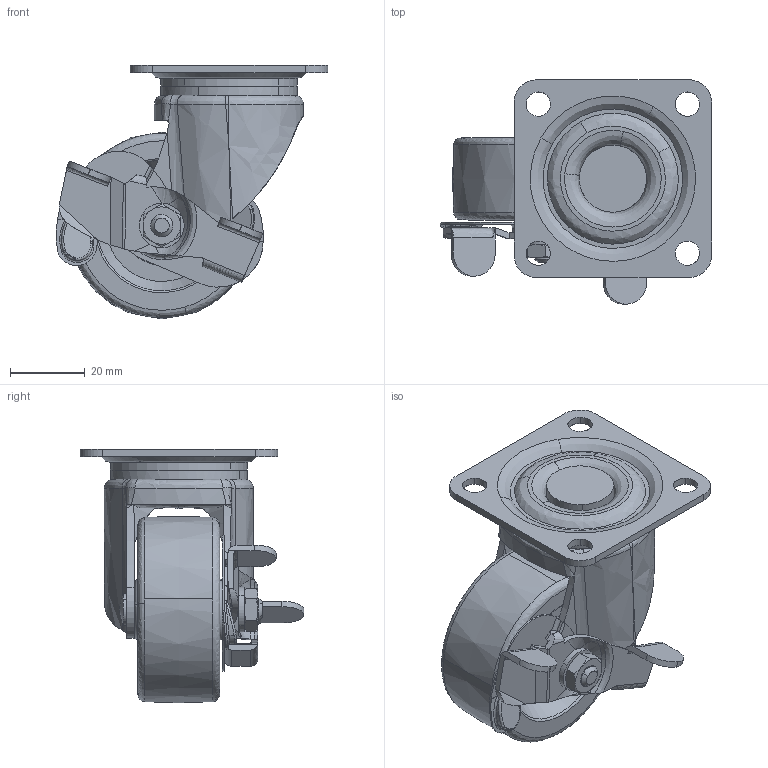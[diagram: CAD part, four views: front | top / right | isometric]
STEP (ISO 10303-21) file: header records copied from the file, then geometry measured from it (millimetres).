
FILE_DESCRIPTION((''),'2;1');
FILE_NAME('','2006-01-18T12:18:29',(''),(''),'','CADfix','');
FILE_SCHEMA(('AUTOMOTIVE_DESIGN'));
Length unit declared in the file: millimetre
Products named in the file (8): plate; lever; wheel; mounting plate; main shaft; body; axle; No_104FH_PS_29243_36
Assembly tree (7 placements, depth 2):
  No_104FH_PS_29243_36
    plate
    lever
    wheel
    mounting plate
    main shaft
    body
    axle
Bounding box: 72.78 x 60.08 x 68 mm (x, y, z)
Volume: 62307.6 mm3; surface area: 31946.6 mm2
Topology: 7 solids, 7 shells, 453 faces, 1405 edges, 976 vertices
Faces by surface type: bspline 453
Entity records: 30766 total; most frequent: CARTESIAN_POINT 22452, ORIENTED_EDGE 2802, EDGE_CURVE 1401, VERTEX_POINT 976, B_SPLINE_CURVE_WITH_KNOTS 908, EDGE_LOOP 489, FACE_OUTER_BOUND 453, ADVANCED_FACE 453
